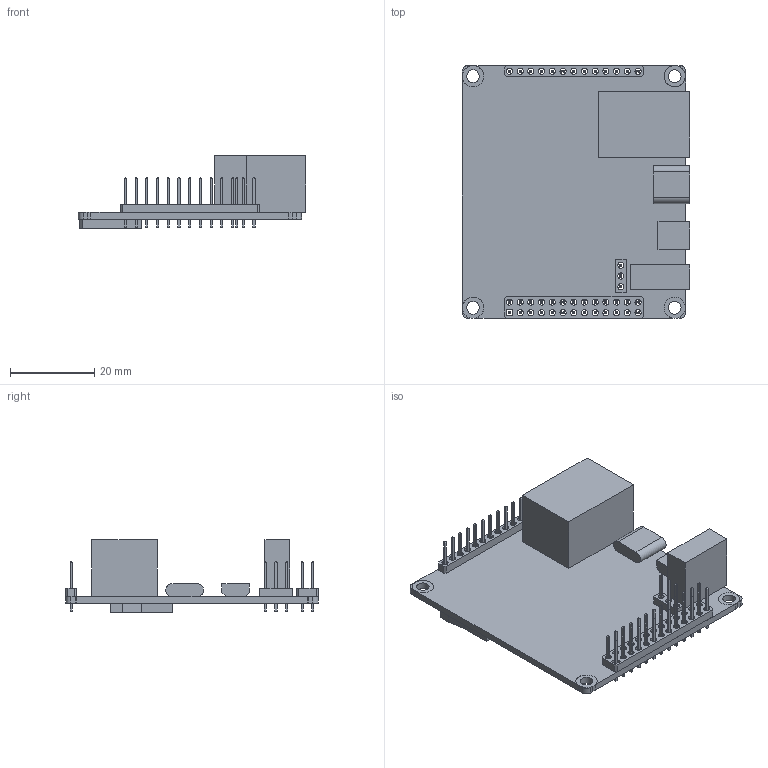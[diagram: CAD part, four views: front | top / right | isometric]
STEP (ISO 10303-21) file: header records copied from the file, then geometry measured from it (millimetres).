
FILE_DESCRIPTION(/* description */ (''),/* implementation_level */ '2;1');
FILE_NAME(/* name */ 'OrangeZero2.stp',/* time_stamp */ '2025-05-20T15:34:43+08:00',/* author */ (''),/* organization */ (''),/* preprocessor_version */ 'ST-DEVELOPER v16.7',/* originating_system */ 'SIEMENS PLM Software NX 1872',/* authorisation */ '');
FILE_SCHEMA (('AUTOMOTIVE_DESIGN { 1 0 10303 214 3 1 1 1 }'));
Length unit declared in the file: millimetre
Products named in the file (1): DaA0688F83jss3
Bounding box: 53.88 x 59.94 x 17.3 mm (x, y, z)
Volume: 11869.9 mm3; surface area: 12486.1 mm2
Topology: 57 solids, 57 shells, 784 faces, 1674 edges, 1004 vertices
Faces by surface type: plane 682, cylinder 102
Full cylindrical faces by diameter (mm): 1.45 x82, 3 x4, 5.05 x4
Entity records: 20654 total; most frequent: CARTESIAN_POINT 3373, DIRECTION 3358, ORIENTED_EDGE 3168, EDGE_CURVE 1584, LINE 1380, VECTOR 1380, EDGE_LOOP 1050, VERTEX_POINT 1004
